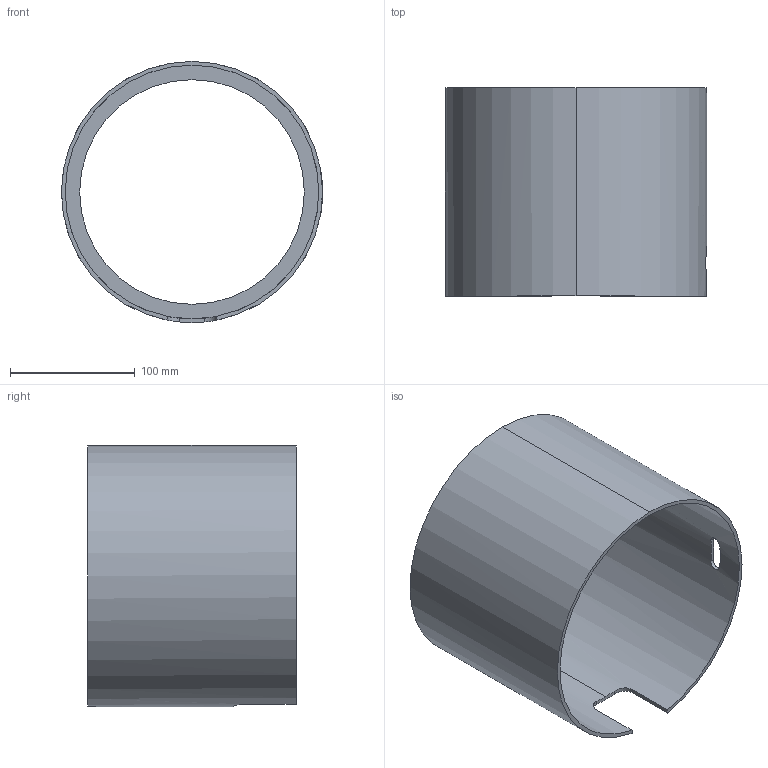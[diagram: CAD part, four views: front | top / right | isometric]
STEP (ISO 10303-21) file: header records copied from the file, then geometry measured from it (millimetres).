
FILE_DESCRIPTION (( 'STEP AP203' ), '1' );
FILE_NAME ('Wall.STEP', '2024-06-03T15:27:03', ( '' ), ( '' ), 'SwSTEP 2.0', 'SolidWorks 2023', '' );
FILE_SCHEMA (( 'CONFIG_CONTROL_DESIGN' ));
Length unit declared in the file: millimetre
Products named in the file (1): Wall
Bounding box: 209.25 x 167 x 209.25 mm (x, y, z)
Volume: 338874.2 mm3; surface area: 230079.1 mm2
Topology: 1 solids, 1 shells, 22 faces, 57 edges, 38 vertices
Faces by surface type: cylinder 13, plane 9
Entity records: 991 total; most frequent: CARTESIAN_POINT 359, DIRECTION 117, ORIENTED_EDGE 114, EDGE_CURVE 57, AXIS2_PLACEMENT_3D 47, VERTEX_POINT 38, EDGE_LOOP 27, CIRCLE 24
